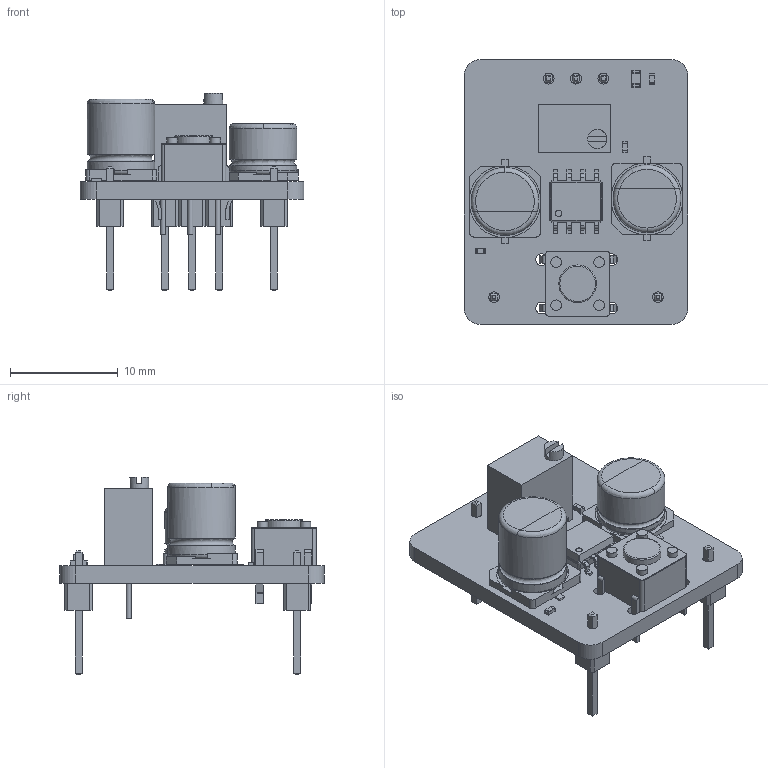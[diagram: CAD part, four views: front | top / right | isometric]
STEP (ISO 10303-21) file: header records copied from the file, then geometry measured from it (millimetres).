
FILE_DESCRIPTION(('FreeCAD Model'),'2;1');
FILE_NAME('Open CASCADE Shape Model','2022-02-11T00:39:11',(''),(''), 'Open CASCADE STEP processor 7.4','FreeCAD','Unknown');
FILE_SCHEMA(('AUTOMOTIVE_DESIGN { 1 0 10303 214 1 1 1 1 }'));
Length unit declared in the file: millimetre
Products named in the file (18): breadboard-clock; Board_Geoms_21c1; Pcb_21c1; Step_Models_21c1; Top_21c1; C1_C_0402_1005Metric_0000613cdaf0; C2_CP_Elec_63x54_0000613cdb18; C5_CP_Elec_63x77_0000613cdb40; D12_LED_0603_1608Metric_0000613cdb66; R12_R_0402_1005Metric_0000613cdbb9; U1_SOIC_8_39x49mm_P127mm_0000613cdbed; R1_R_0402_1005Metric_0000613ce306; RV2_Potentiometer_Bourns_3266Y_Vertical_0000613d1973; SW1_SW_PUSH_6mm_0000613d3f58; Bot_21c1; J2_PinHeader_1x03_P254mm_Vertical_0000613d2289; J3_PinHeader_1x01_P254mm_Vertical_0000613d2912; J4_PinHeader_1x01_P254mm_Vertical_0000613d2927
Assembly tree (17 placements, depth 4):
  breadboard-clock
    Board_Geoms_21c1
      Pcb_21c1
    Step_Models_21c1
      Top_21c1
        C1_C_0402_1005Metric_0000613cdaf0
        C2_CP_Elec_63x54_0000613cdb18
        C5_CP_Elec_63x77_0000613cdb40
        D12_LED_0603_1608Metric_0000613cdb66
        R12_R_0402_1005Metric_0000613cdbb9
        U1_SOIC_8_39x49mm_P127mm_0000613cdbed
        R1_R_0402_1005Metric_0000613ce306
        RV2_Potentiometer_Bourns_3266Y_Vertical_0000613d1973
        SW1_SW_PUSH_6mm_0000613d3f58
      Bot_21c1
        J2_PinHeader_1x03_P254mm_Vertical_0000613d2289
        J3_PinHeader_1x01_P254mm_Vertical_0000613d2912
        J4_PinHeader_1x01_P254mm_Vertical_0000613d2927
Bounding box: 20.83 x 24.64 x 18.4 mm (x, y, z)
Volume: 1695.8 mm3; surface area: 2516.7 mm2
Topology: 13 solids, 13 shells, 649 faces, 1649 edges, 1048 vertices
Faces by surface type: plane 452, cylinder 150, bspline 36, torus 9, revolution 2
Full cylindrical faces by diameter (mm): 0.46 x3, 0.6 x1, 0.8 x3, 1 x9, 1.1 x4, 1.78 x1, 3.5 x1, 6.3 x4
Entity records: 24411 total; most frequent: CARTESIAN_POINT 3841, ORIENTED_EDGE 3302, DIRECTION 3187, EDGE_CURVE 1651, LINE 1283, VECTOR 1283, VERTEX_POINT 1049, AXIS2_PLACEMENT_3D 951
